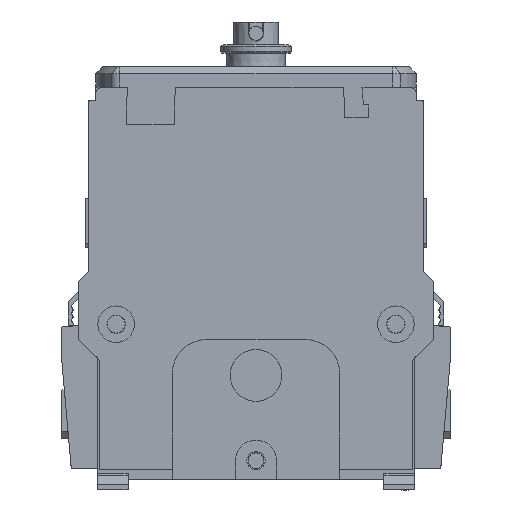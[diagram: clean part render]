
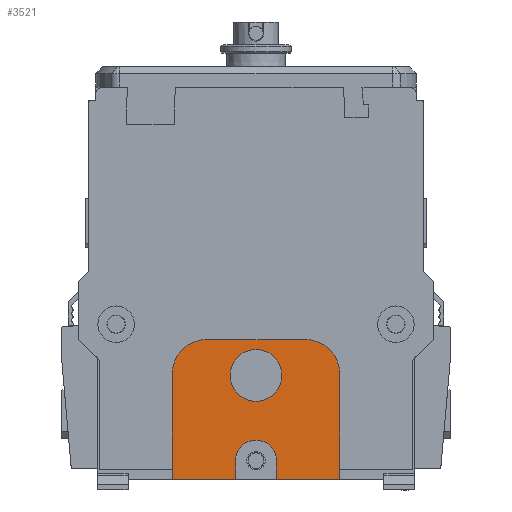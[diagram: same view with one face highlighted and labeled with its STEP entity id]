
A CAD part, front view. The second image highlights one B-rep face of the part: STEP entity #3521.
In plain terms, the highlighted planar face has unit normal (0, -1, 0).
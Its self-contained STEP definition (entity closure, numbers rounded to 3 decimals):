
#1298=FACE_BOUND('',#8457,.T.);
#1299=FACE_BOUND('',#8458,.T.);
#1958=CIRCLE('',#41189,7.6);
#1962=CIRCLE('',#41214,10.);
#1963=CIRCLE('',#41215,10.);
#1964=CIRCLE('',#41216,6.);
#3521=ADVANCED_FACE('',(#1298,#1299),#5037,.F.);
#5037=PLANE('',#41217);
#8457=EDGE_LOOP('',(#16236,#16237,#16238,#16239,#16240,#16241,#16242,#16243,
#16244,#16245,#16246,#16247));
#8458=EDGE_LOOP('',(#16248));
#16236=ORIENTED_EDGE('',*,*,#28076,.T.);
#16237=ORIENTED_EDGE('',*,*,#28077,.T.);
#16238=ORIENTED_EDGE('',*,*,#28068,.T.);
#16239=ORIENTED_EDGE('',*,*,#28078,.T.);
#16240=ORIENTED_EDGE('',*,*,#28079,.F.);
#16241=ORIENTED_EDGE('',*,*,#28080,.T.);
#16242=ORIENTED_EDGE('',*,*,#28081,.F.);
#16243=ORIENTED_EDGE('',*,*,#28082,.T.);
#16244=ORIENTED_EDGE('',*,*,#28083,.T.);
#16245=ORIENTED_EDGE('',*,*,#28084,.T.);
#16246=ORIENTED_EDGE('',*,*,#28085,.T.);
#16247=ORIENTED_EDGE('',*,*,#28086,.T.);
#16248=ORIENTED_EDGE('',*,*,#27986,.T.);
#22433=VERTEX_POINT('',#63296);
#22505=VERTEX_POINT('',#63466);
#22506=VERTEX_POINT('',#63468);
#22513=VERTEX_POINT('',#63491);
#22514=VERTEX_POINT('',#63492);
#22515=VERTEX_POINT('',#63495);
#22516=VERTEX_POINT('',#63497);
#22517=VERTEX_POINT('',#63499);
#22518=VERTEX_POINT('',#63501);
#22519=VERTEX_POINT('',#63503);
#22520=VERTEX_POINT('',#63505);
#22521=VERTEX_POINT('',#63507);
#22522=VERTEX_POINT('',#63509);
#27986=EDGE_CURVE('',#22433,#22433,#1958,.T.);
#28068=EDGE_CURVE('',#22506,#22505,#33396,.T.);
#28076=EDGE_CURVE('',#22513,#22514,#33399,.T.);
#28077=EDGE_CURVE('',#22514,#22506,#33400,.T.);
#28078=EDGE_CURVE('',#22505,#22515,#33401,.T.);
#28079=EDGE_CURVE('',#22516,#22515,#1962,.T.);
#28080=EDGE_CURVE('',#22516,#22517,#33402,.T.);
#28081=EDGE_CURVE('',#22518,#22517,#1963,.T.);
#28082=EDGE_CURVE('',#22518,#22519,#33403,.T.);
#28083=EDGE_CURVE('',#22519,#22520,#33404,.T.);
#28084=EDGE_CURVE('',#22520,#22521,#33405,.T.);
#28085=EDGE_CURVE('',#22521,#22522,#33406,.T.);
#28086=EDGE_CURVE('',#22522,#22513,#1964,.T.);
#33396=LINE('',#63467,#38281);
#33399=LINE('',#63490,#38284);
#33400=LINE('',#63493,#38285);
#33401=LINE('',#63494,#38286);
#33402=LINE('',#63498,#38287);
#33403=LINE('',#63502,#38288);
#33404=LINE('',#63504,#38289);
#33405=LINE('',#63506,#38290);
#33406=LINE('',#63508,#38291);
#38281=VECTOR('',#49211,1.);
#38284=VECTOR('',#49228,1.);
#38285=VECTOR('',#49229,1.);
#38286=VECTOR('',#49230,1.);
#38287=VECTOR('',#49233,1.);
#38288=VECTOR('',#49236,1.);
#38289=VECTOR('',#49237,1.);
#38290=VECTOR('',#49238,1.);
#38291=VECTOR('',#49239,1.);
#41189=AXIS2_PLACEMENT_3D('',#63295,#49094,#49095);
#41214=AXIS2_PLACEMENT_3D('',#63496,#49231,#49232);
#41215=AXIS2_PLACEMENT_3D('',#63500,#49234,#49235);
#41216=AXIS2_PLACEMENT_3D('',#63510,#49240,#49241);
#41217=AXIS2_PLACEMENT_3D('',#63511,#49242,#49243);
#49094=DIRECTION('',(0.,1.,0.));
#49095=DIRECTION('',(-1.,0.,0.));
#49211=DIRECTION('',(0.,0.,1.));
#49228=DIRECTION('',(0.,0.,-1.));
#49229=DIRECTION('',(1.,0.,0.));
#49230=DIRECTION('',(0.,0.,1.));
#49231=DIRECTION('',(0.,1.,0.));
#49232=DIRECTION('',(0.707,0.,0.707));
#49233=DIRECTION('',(-1.,0.,0.));
#49234=DIRECTION('',(0.,1.,0.));
#49235=DIRECTION('',(-0.707,0.,0.707));
#49236=DIRECTION('',(0.,0.,-1.));
#49237=DIRECTION('',(0.,0.,-1.));
#49238=DIRECTION('',(1.,0.,0.));
#49239=DIRECTION('',(0.,0.,1.));
#49240=DIRECTION('',(0.,1.,0.));
#49241=DIRECTION('',(-1.,0.,0.));
#49242=DIRECTION('',(0.,1.,0.));
#49243=DIRECTION('',(-1.,0.,0.));
#63295=CARTESIAN_POINT('',(0.,-62.,0.));
#63296=CARTESIAN_POINT('',(7.6,-62.,0.));
#63466=CARTESIAN_POINT('',(24.5,-62.,-27.5));
#63467=CARTESIAN_POINT('',(24.5,-62.,4.));
#63468=CARTESIAN_POINT('',(24.5,-62.,-30.5));
#63490=CARTESIAN_POINT('',(6.,-62.,-13.75));
#63491=CARTESIAN_POINT('',(6.,-62.,-25.));
#63492=CARTESIAN_POINT('',(6.,-62.,-30.5));
#63493=CARTESIAN_POINT('',(-46.5,-62.,-30.5));
#63494=CARTESIAN_POINT('',(24.5,-62.,4.));
#63495=CARTESIAN_POINT('',(24.5,-62.,0.5));
#63496=CARTESIAN_POINT('',(14.5,-62.,0.5));
#63497=CARTESIAN_POINT('',(14.5,-62.,10.5));
#63498=CARTESIAN_POINT('',(-12.25,-62.,10.5));
#63499=CARTESIAN_POINT('',(-14.5,-62.,10.5));
#63500=CARTESIAN_POINT('',(-14.5,-62.,0.5));
#63501=CARTESIAN_POINT('',(-24.5,-62.,0.5));
#63502=CARTESIAN_POINT('',(-24.5,-62.,-16.5));
#63503=CARTESIAN_POINT('',(-24.5,-62.,-27.5));
#63504=CARTESIAN_POINT('',(-24.5,-62.,-16.5));
#63505=CARTESIAN_POINT('',(-24.5,-62.,-30.5));
#63506=CARTESIAN_POINT('',(-46.5,-62.,-30.5));
#63507=CARTESIAN_POINT('',(-6.,-62.,-30.5));
#63508=CARTESIAN_POINT('',(-6.,-62.,-16.5));
#63509=CARTESIAN_POINT('',(-6.,-62.,-25.));
#63510=CARTESIAN_POINT('',(0.,-62.,-25.));
#63511=CARTESIAN_POINT('',(0.,-62.,-2.5));
